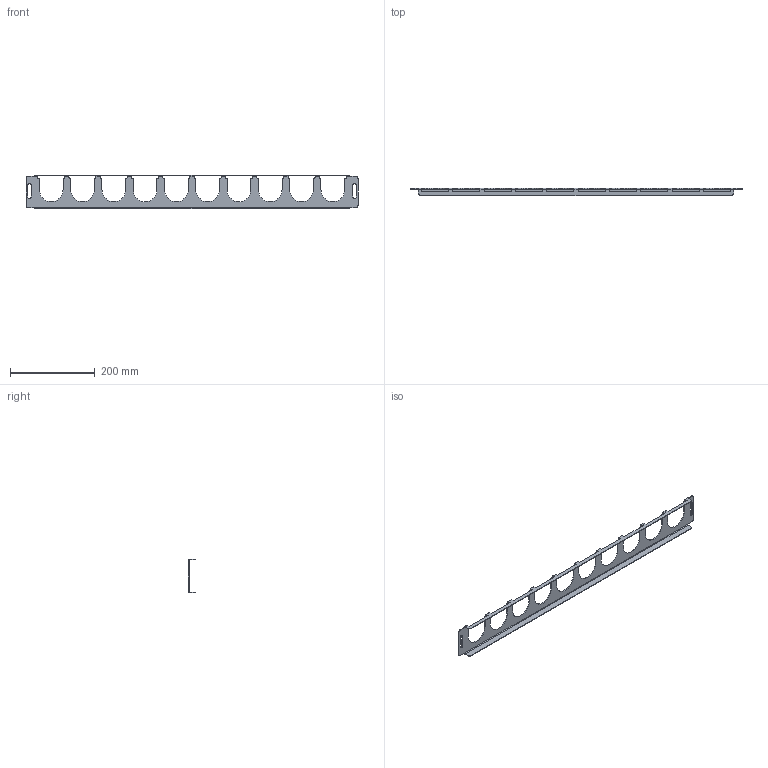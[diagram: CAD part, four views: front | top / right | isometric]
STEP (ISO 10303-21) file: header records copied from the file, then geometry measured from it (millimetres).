
FILE_DESCRIPTION (( 'STEP AP214' ), '1' );
FILE_NAME ('923.109.STEP', '2024-09-18T11:40:15', ( '' ), ( '' ), 'SwSTEP 2.0', 'SolidWorks 2021', '' );
FILE_SCHEMA (( 'AUTOMOTIVE_DESIGN' ));
Length unit declared in the file: millimetre
Products named in the file (1): 923.109
Bounding box: 785 x 17 x 80 mm (x, y, z)
Volume: 71383.2 mm3; surface area: 101662 mm2
Topology: 1 solids, 1 shells, 222 faces, 628 edges, 388 vertices
Faces by surface type: plane 134, cylinder 88
Entity records: 7174 total; most frequent: ORIENTED_EDGE 1256, DIRECTION 1250, CARTESIAN_POINT 1239, EDGE_CURVE 628, VECTOR 452, LINE 452, AXIS2_PLACEMENT_3D 399, VERTEX_POINT 388
